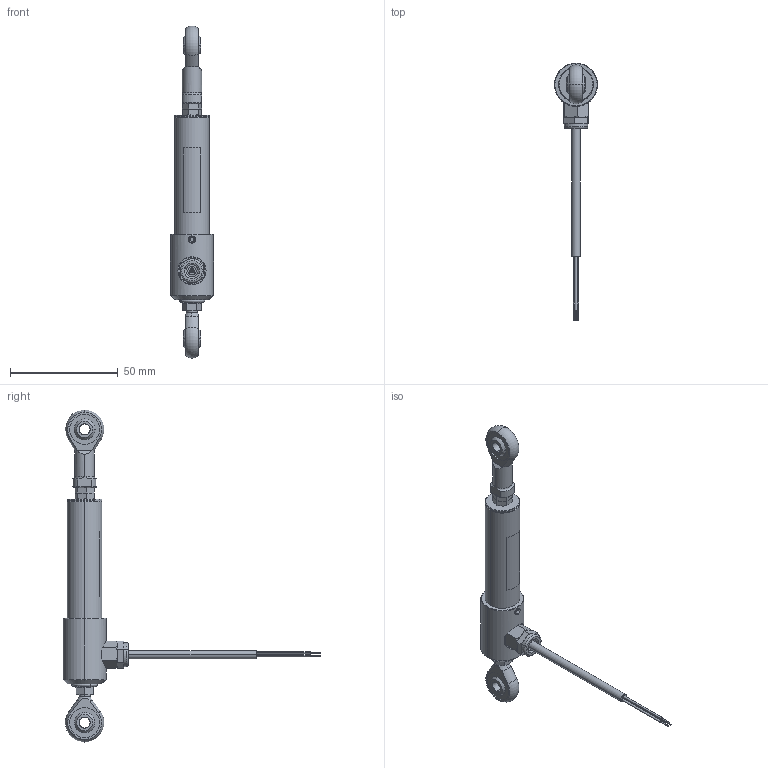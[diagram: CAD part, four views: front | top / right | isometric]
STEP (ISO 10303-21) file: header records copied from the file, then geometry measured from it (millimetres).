
FILE_DESCRIPTION (( 'STEP AP214' ), '1' );
FILE_NAME ('TX2_L25_Kabelabgang1.STEP', '2011-01-14T08:24:07', ( 'novotechnik' ), ( 'novotechnik' ), 'SwSTEP 2.0', 'SolidWorks 2010', '' );
FILE_SCHEMA (( 'AUTOMOTIVE_DESIGN' ));
Length unit declared in the file: millimetre
Products named in the file (1): TX2_L25_Kabelabgang1
Bounding box: 20 x 119.6 x 154.07 mm (x, y, z)
Surface area: 10624.1 mm2 (no closed solid volume)
Topology: 0 solids, 17 shells, 217 faces, 530 edges, 339 vertices
Faces by surface type: plane 79, cylinder 61, cone 49, torus 16, bspline 8, sphere 4
Entity records: 9215 total; most frequent: CARTESIAN_POINT 1912, DIRECTION 1035, ORIENTED_EDGE 954, EDGE_CURVE 520, AXIS2_PLACEMENT_3D 428, VERTEX_POINT 333, EDGE_LOOP 246, UNCERTAINTY_MEASURE_WITH_UNIT 219
